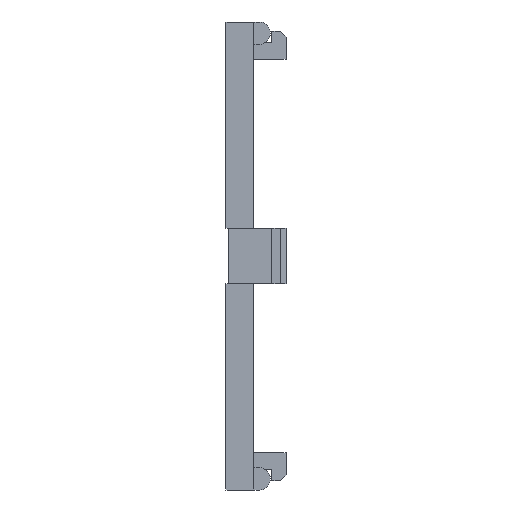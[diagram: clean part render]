
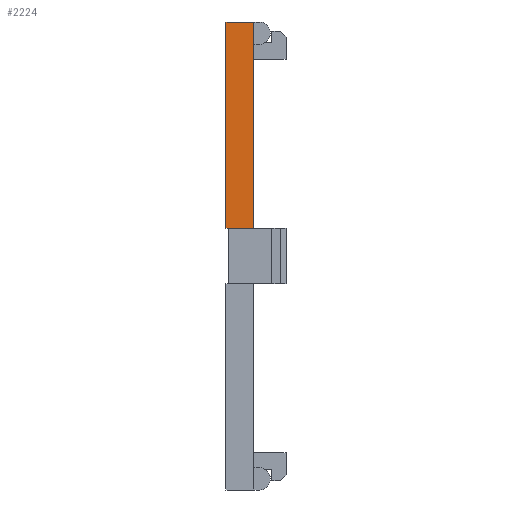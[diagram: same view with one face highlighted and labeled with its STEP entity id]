
A CAD part, left-side view. The second image highlights one B-rep face of the part: STEP entity #2224.
In plain terms, the highlighted planar face has unit normal (-1, 0, 0).
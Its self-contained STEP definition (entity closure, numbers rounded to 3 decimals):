
#162=DIRECTION('',(0.,0.,1.));
#163=VECTOR('',#162,18.55);
#164=CARTESIAN_POINT('',(-51.05,0.,2.5));
#165=LINE('',#164,#163);
#216=DIRECTION('',(0.,1.,0.));
#217=VECTOR('',#216,2.5);
#218=CARTESIAN_POINT('',(-51.05,0.,21.05));
#219=LINE('',#218,#217);
#398=DIRECTION('',(0.,0.,1.));
#399=VECTOR('',#398,18.55);
#400=CARTESIAN_POINT('',(-51.05,2.5,2.5));
#401=LINE('',#400,#399);
#760=DIRECTION('',(0.,1.,0.));
#761=VECTOR('',#760,2.5);
#762=CARTESIAN_POINT('',(-51.05,0.,2.5));
#763=LINE('',#762,#761);
#894=CARTESIAN_POINT('',(-51.05,0.,21.05));
#895=CARTESIAN_POINT('',(-51.05,2.5,21.05));
#896=VERTEX_POINT('',#894);
#897=VERTEX_POINT('',#895);
#1086=CARTESIAN_POINT('',(-51.05,2.5,2.5));
#1088=VERTEX_POINT('',#1086);
#1094=CARTESIAN_POINT('',(-51.05,0.,2.5));
#1095=VERTEX_POINT('',#1094);
#2213=CARTESIAN_POINT('',(-51.05,0.,-21.05));
#2214=DIRECTION('',(-1.,0.,0.));
#2215=DIRECTION('',(0.,0.,1.));
#2216=AXIS2_PLACEMENT_3D('',#2213,#2214,#2215);
#2217=PLANE('',#2216);
#2218=ORIENTED_EDGE('',*,*,#2069,.T.);
#2219=ORIENTED_EDGE('',*,*,#1621,.T.);
#2220=ORIENTED_EDGE('',*,*,#1350,.F.);
#2221=ORIENTED_EDGE('',*,*,#1263,.F.);
#2222=EDGE_LOOP('',(#2218,#2219,#2220,#2221));
#2223=FACE_OUTER_BOUND('',#2222,.F.);
#2224=ADVANCED_FACE('',(#2223),#2217,.T.);
#1263=EDGE_CURVE('',#1095,#896,#165,.T.);
#1350=EDGE_CURVE('',#896,#897,#219,.T.);
#1621=EDGE_CURVE('',#1088,#897,#401,.T.);
#2069=EDGE_CURVE('',#1095,#1088,#763,.T.);
